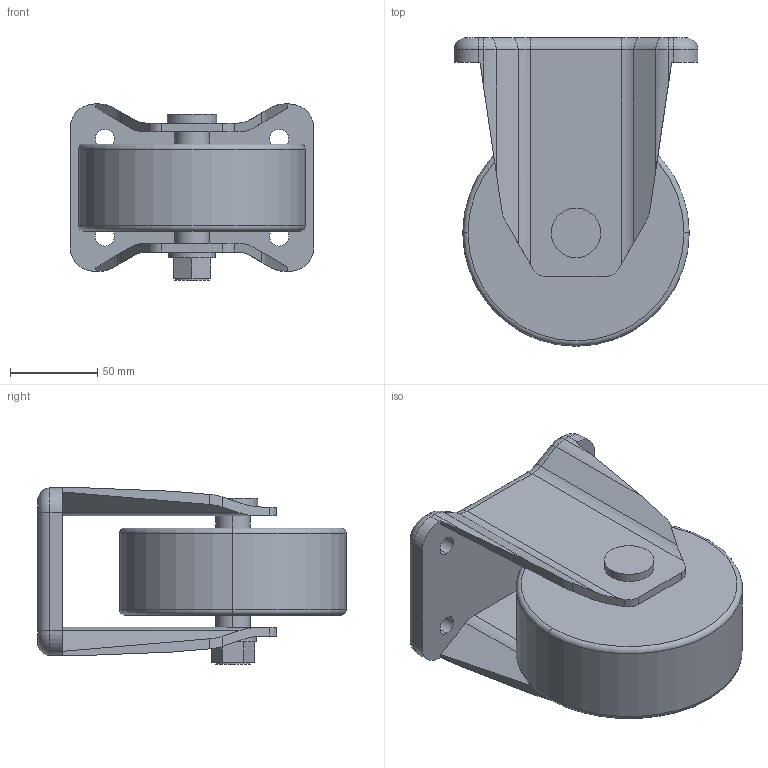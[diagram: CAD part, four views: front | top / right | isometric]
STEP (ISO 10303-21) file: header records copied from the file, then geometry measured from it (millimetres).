
FILE_DESCRIPTION (( 'STEP AP203' ), '1' );
FILE_NAME ('K-557YN-130.STEP', '2012-04-11T05:22:32', ( '11sw' ), ( 'タキゲン製造株式会社' ), 'SwSTEP 2.0', 'SolidWorks 2011', '' );
FILE_SCHEMA (( 'CONFIG_CONTROL_DESIGN' ));
Length unit declared in the file: millimetre
Products named in the file (1): K-557YN-130
Bounding box: 140 x 177 x 101 mm (x, y, z)
Volume: 940379.8 mm3; surface area: 123333.6 mm2
Topology: 1 solids, 1 shells, 114 faces, 290 edges, 184 vertices
Faces by surface type: cylinder 56, plane 42, torus 16
Entity records: 3539 total; most frequent: CARTESIAN_POINT 649, DIRECTION 612, ORIENTED_EDGE 580, EDGE_CURVE 290, AXIS2_PLACEMENT_3D 227, VERTEX_POINT 184, VECTOR 158, LINE 158
